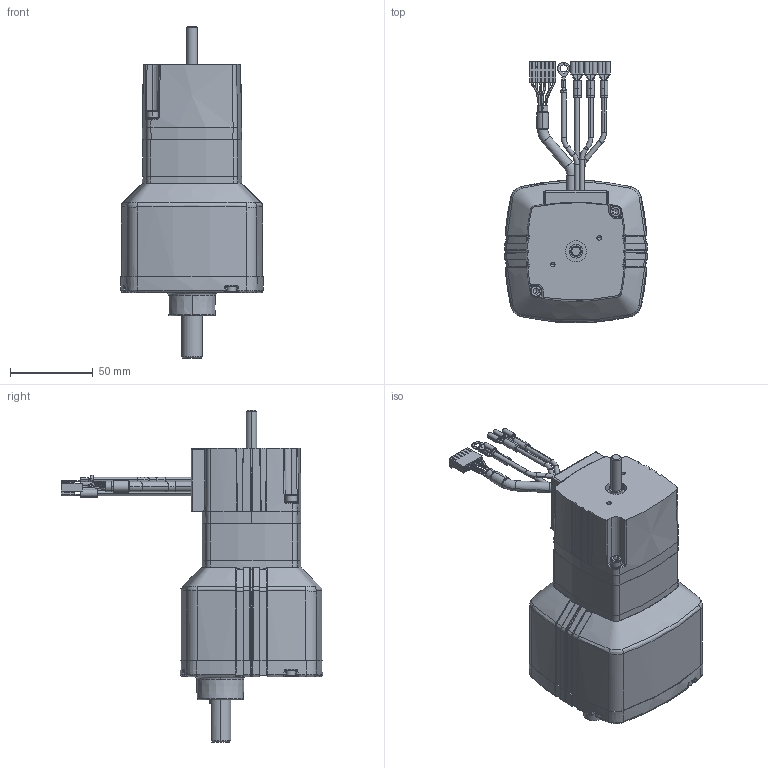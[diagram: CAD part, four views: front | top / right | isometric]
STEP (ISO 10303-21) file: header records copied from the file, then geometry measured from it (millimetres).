
FILE_DESCRIPTION (( 'STEP AP203' ), '1' );
FILE_NAME ('INFM0220.STEP', '2017-07-31T15:25:27', ( 'Admin' ), ( '' ), 'SwSTEP 2.0', 'SolidWorks 2014', '' );
FILE_SCHEMA (( 'CONFIG_CONTROL_DESIGN' ));
Length unit declared in the file: inch
Products named in the file (12): 118AZ008_118AZ008; 129AZ011_129AZ011; 491az003_491AZ003; 51600012_51600012; 328AZ036_328AZ036; 54100151_54100151; 342AZ016_342AZ016; 57300034_57300034; 332AZ018_332AZ018; INFM0220; 238AZ008_238AZ008; 54100145_54100145
Assembly tree (16 placements, depth 2):
  INFM0220
    328AZ036_328AZ036
    342AZ016_342AZ016
    332AZ018_332AZ018
    238AZ008_238AZ008
    54100145_54100145  x4
    118AZ008_118AZ008
    129AZ011_129AZ011
    491az003_491AZ003
    51600012_51600012  x2
    54100151_54100151  x2
    57300034_57300034
Bounding box: 86.5 x 158.29 x 201.22 mm (x, y, z)
Volume: 708135.3 mm3; surface area: 94988.9 mm2
Topology: 34 solids, 34 shells, 1985 faces, 4980 edges, 3075 vertices
Faces by surface type: plane 708, cylinder 551, bspline 404, torus 143, cone 137, sphere 42
Entity records: 71391 total; most frequent: CARTESIAN_POINT 28087, ORIENTED_EDGE 9344, DIRECTION 8016, EDGE_CURVE 4672, AXIS2_PLACEMENT_3D 3016, VERTEX_POINT 2909, LINE 1984, VECTOR 1984
